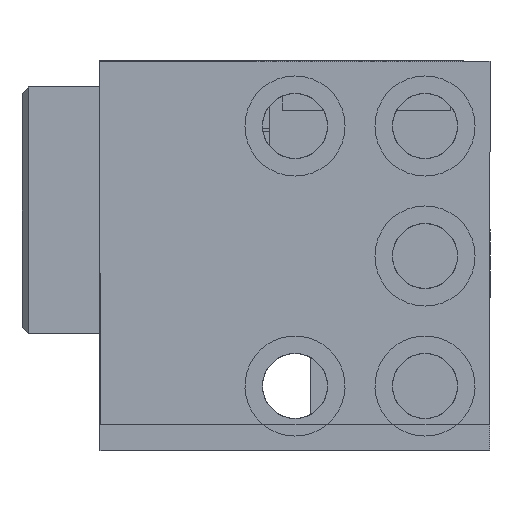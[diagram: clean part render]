
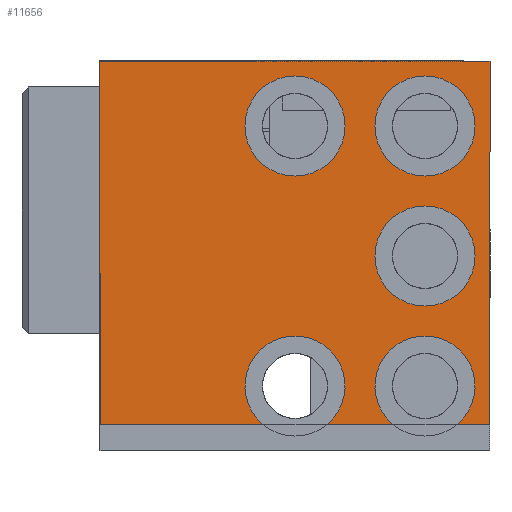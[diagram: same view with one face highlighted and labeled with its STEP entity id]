
A CAD part, left-side view. The second image highlights one B-rep face of the part: STEP entity #11656.
In plain terms, the highlighted face is planar.
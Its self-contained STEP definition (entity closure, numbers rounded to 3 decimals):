
#264=FACE_BOUND('',#4473,.T.);
#265=FACE_BOUND('',#4474,.T.);
#266=FACE_BOUND('',#4475,.T.);
#424=CIRCLE('',#12512,3.85);
#442=CIRCLE('',#12552,3.85);
#445=CIRCLE('',#12557,3.85);
#448=CIRCLE('',#12566,3.85);
#451=CIRCLE('',#12571,3.85);
#852=LINE('',#19580,#2096);
#930=LINE('',#19820,#2174);
#931=LINE('',#19821,#2175);
#932=LINE('',#19823,#2176);
#964=LINE('',#19948,#2208);
#965=LINE('',#19949,#2209);
#2096=VECTOR('',#13727,10.);
#2174=VECTOR('',#13965,10.);
#2175=VECTOR('',#13966,10.);
#2176=VECTOR('',#13967,10.);
#2208=VECTOR('',#14093,10.);
#2209=VECTOR('',#14094,10.);
#3311=PLANE('',#12605);
#3796=FACE_OUTER_BOUND('',#4472,.T.);
#4472=EDGE_LOOP('',(#8611,#8612,#8613,#8614,#8615,#8616,#8617,#8618));
#4473=EDGE_LOOP('',(#8619));
#4474=EDGE_LOOP('',(#8620));
#4475=EDGE_LOOP('',(#8621));
#5371=VERTEX_POINT('',#19577);
#5372=VERTEX_POINT('',#19579);
#5391=VERTEX_POINT('',#19646);
#5448=VERTEX_POINT('',#19801);
#5449=VERTEX_POINT('',#19803);
#5453=VERTEX_POINT('',#19814);
#5454=VERTEX_POINT('',#19816);
#5455=VERTEX_POINT('',#19822);
#5467=VERTEX_POINT('',#19857);
#5470=VERTEX_POINT('',#19866);
#5501=VERTEX_POINT('',#19947);
#6524=EDGE_CURVE('',#5371,#5372,#852,.T.);
#6561=EDGE_CURVE('',#5391,#5391,#424,.T.);
#6638=EDGE_CURVE('',#5449,#5448,#442,.T.);
#6644=EDGE_CURVE('',#5454,#5453,#445,.T.);
#6646=EDGE_CURVE('',#5372,#5448,#930,.T.);
#6647=EDGE_CURVE('',#5449,#5453,#931,.T.);
#6648=EDGE_CURVE('',#5454,#5455,#932,.T.);
#6666=EDGE_CURVE('',#5467,#5467,#448,.T.);
#6670=EDGE_CURVE('',#5470,#5470,#451,.T.);
#6708=EDGE_CURVE('',#5501,#5371,#964,.T.);
#6709=EDGE_CURVE('',#5501,#5455,#965,.T.);
#8611=ORIENTED_EDGE('',*,*,#6638,.T.);
#8612=ORIENTED_EDGE('',*,*,#6646,.F.);
#8613=ORIENTED_EDGE('',*,*,#6524,.F.);
#8614=ORIENTED_EDGE('',*,*,#6708,.F.);
#8615=ORIENTED_EDGE('',*,*,#6709,.T.);
#8616=ORIENTED_EDGE('',*,*,#6648,.F.);
#8617=ORIENTED_EDGE('',*,*,#6644,.T.);
#8618=ORIENTED_EDGE('',*,*,#6647,.F.);
#8619=ORIENTED_EDGE('',*,*,#6561,.T.);
#8620=ORIENTED_EDGE('',*,*,#6666,.T.);
#8621=ORIENTED_EDGE('',*,*,#6670,.T.);
#11656=ADVANCED_FACE('',(#3796,#264,#265,#266),#3311,.T.);
#12512=AXIS2_PLACEMENT_3D('',#19647,#13808,#13809);
#12552=AXIS2_PLACEMENT_3D('',#19804,#13947,#13948);
#12557=AXIS2_PLACEMENT_3D('',#19817,#13960,#13961);
#12566=AXIS2_PLACEMENT_3D('',#19858,#13997,#13998);
#12571=AXIS2_PLACEMENT_3D('',#19867,#14008,#14009);
#12605=AXIS2_PLACEMENT_3D('',#19946,#14091,#14092);
#13727=DIRECTION('',(0.,1.,0.));
#13808=DIRECTION('center_axis',(0.,0.,-1.));
#13809=DIRECTION('ref_axis',(-1.,0.,0.));
#13947=DIRECTION('center_axis',(0.,0.,-1.));
#13948=DIRECTION('ref_axis',(-1.,0.,0.));
#13960=DIRECTION('center_axis',(0.,0.,-1.));
#13961=DIRECTION('ref_axis',(-0.627,-0.779,0.));
#13965=DIRECTION('',(1.,0.,0.));
#13966=DIRECTION('',(1.,0.,0.));
#13967=DIRECTION('',(1.,0.,0.));
#13997=DIRECTION('center_axis',(0.,0.,-1.));
#13998=DIRECTION('ref_axis',(-1.,0.,0.));
#14008=DIRECTION('center_axis',(0.,0.,-1.));
#14009=DIRECTION('ref_axis',(-1.,0.,0.));
#14091=DIRECTION('center_axis',(0.,0.,1.));
#14092=DIRECTION('ref_axis',(-1.,0.,0.));
#14093=DIRECTION('',(-1.,0.,0.));
#14094=DIRECTION('',(0.,1.,0.));
#19577=CARTESIAN_POINT('',(-15.,-2.,20.));
#19579=CARTESIAN_POINT('',(-15.,26.,20.));
#19580=CARTESIAN_POINT('',(-15.,0.,20.));
#19646=CARTESIAN_POINT('',(-6.15,13.,20.));
#19647=CARTESIAN_POINT('Origin',(-10.,13.,20.));
#19801=CARTESIAN_POINT('',(-12.413,26.,20.));
#19803=CARTESIAN_POINT('',(-7.587,26.,20.));
#19804=CARTESIAN_POINT('Origin',(-10.,23.,20.));
#19814=CARTESIAN_POINT('',(-2.413,26.,20.));
#19816=CARTESIAN_POINT('',(2.413,26.,20.));
#19817=CARTESIAN_POINT('Origin',(0.,23.,20.));
#19820=CARTESIAN_POINT('',(-15.,26.,20.));
#19821=CARTESIAN_POINT('',(-15.,26.,20.));
#19822=CARTESIAN_POINT('',(15.,26.,20.));
#19823=CARTESIAN_POINT('',(-15.,26.,20.));
#19857=CARTESIAN_POINT('',(3.85,3.,20.));
#19858=CARTESIAN_POINT('Origin',(0.,3.,20.));
#19866=CARTESIAN_POINT('',(-6.15,3.,20.));
#19867=CARTESIAN_POINT('Origin',(-10.,3.,20.));
#19946=CARTESIAN_POINT('Origin',(15.,0.,20.));
#19947=CARTESIAN_POINT('',(15.,-2.,20.));
#19948=CARTESIAN_POINT('',(-15.,-2.,20.));
#19949=CARTESIAN_POINT('',(15.,0.,20.));
